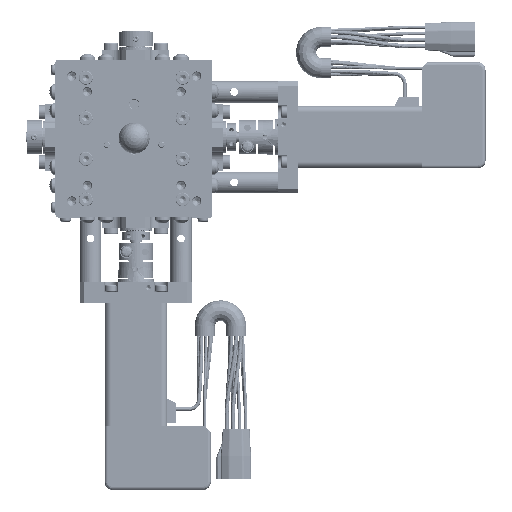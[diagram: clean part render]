
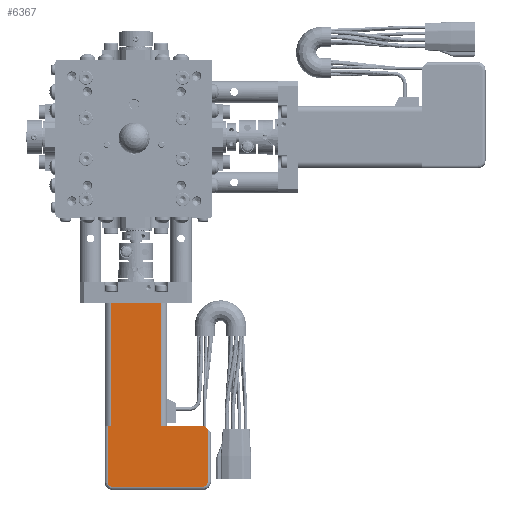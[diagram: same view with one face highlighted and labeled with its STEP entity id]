
A CAD part, top view. The second image highlights one B-rep face of the part: STEP entity #6367.
In plain terms, the highlighted planar face has unit normal (0, 0, 1).
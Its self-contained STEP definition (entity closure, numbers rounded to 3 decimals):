
#6367=ADVANCED_FACE('',(#63770),#63769,.F.);
#63769=PLANE('',#105134);
#63770=FACE_OUTER_BOUND('',#105135,.T.);
#105131=CARTESIAN_POINT('',(-11.7,-46.6,34.));
#105132=DIRECTION('',(0.,0.,-1.));
#105133=DIRECTION('',(1.,0.,0.));
#105134=AXIS2_PLACEMENT_3D('',#105131,#105132,#105133);
#105135=EDGE_LOOP('',(#133391,#133392,#133393,#133394,#133395,#133396,#133397,#133398,#133399,#133400,#133401));
#133391=ORIENTED_EDGE('',*,*,#147528,.T.);
#133392=ORIENTED_EDGE('',*,*,#147482,.T.);
#133393=ORIENTED_EDGE('',*,*,#147524,.F.);
#133394=ORIENTED_EDGE('',*,*,#147551,.T.);
#133395=ORIENTED_EDGE('',*,*,#147547,.T.);
#133396=ORIENTED_EDGE('',*,*,#147506,.T.);
#133397=ORIENTED_EDGE('',*,*,#147503,.T.);
#133398=ORIENTED_EDGE('',*,*,#147500,.T.);
#133399=ORIENTED_EDGE('',*,*,#147537,.T.);
#133400=ORIENTED_EDGE('',*,*,#147552,.F.);
#133401=ORIENTED_EDGE('',*,*,#147553,.T.);
#147482=EDGE_CURVE('',#238226,#238268,#238275,.T.);
#147500=EDGE_CURVE('',#238379,#238394,#238401,.T.);
#147503=EDGE_CURVE('',#238407,#238379,#238421,.T.);
#147506=EDGE_CURVE('',#238427,#238407,#238441,.T.);
#147524=EDGE_CURVE('',#238559,#238268,#238560,.T.);
#147528=EDGE_CURVE('',#238586,#238226,#238587,.T.);
#147537=EDGE_CURVE('',#238394,#238645,#238646,.T.);
#147547=EDGE_CURVE('',#238712,#238427,#238713,.T.);
#147551=EDGE_CURVE('',#238559,#238712,#238737,.T.);
#147552=EDGE_CURVE('',#238743,#238645,#238744,.T.);
#147553=EDGE_CURVE('',#238743,#238586,#238750,.T.);
#238226=VERTEX_POINT('',#298773);
#238268=VERTEX_POINT('',#298800);
#238275=LINE('',#298805,#298806);
#238379=VERTEX_POINT('',#298878);
#238394=VERTEX_POINT('',#298889);
#238401=CIRCLE('',#298897,1.5);
#238407=VERTEX_POINT('',#298898);
#238421=LINE('',#298907,#298908);
#238427=VERTEX_POINT('',#298910);
#238441=CIRCLE('',#298923,1.5);
#238559=VERTEX_POINT('',#298994);
#238560=LINE('',#298995,#298996);
#238586=VERTEX_POINT('',#299010);
#238587=LINE('',#299011,#299012);
#238645=VERTEX_POINT('',#299058);
#238646=LINE('',#299059,#299060);
#238712=VERTEX_POINT('',#299100);
#238713=LINE('',#299101,#299102);
#238737=LINE('',#299114,#299115);
#238743=VERTEX_POINT('',#299117);
#238744=LINE('',#299118,#299119);
#238750=LINE('',#299121,#299122);
#298773=CARTESIAN_POINT('',(8.5,-52.5,34.));
#298800=CARTESIAN_POINT('',(-7.5,-52.5,34.));
#298805=CARTESIAN_POINT('',(8.5,-52.5,34.));
#298806=VECTOR('',#298807,16.);
#298807=DIRECTION('',(-1.,0.,0.));
#298878=CARTESIAN_POINT('',(22.,-111.5,34.));
#298889=CARTESIAN_POINT('',(23.5,-110.,34.));
#298894=CARTESIAN_POINT('',(22.,-110.,34.));
#298895=DIRECTION('',(0.,0.,1.));
#298896=DIRECTION('',(0.,1.,0.));
#298897=AXIS2_PLACEMENT_3D('',#298894,#298895,#298896);
#298898=CARTESIAN_POINT('',(-7.,-111.5,34.));
#298907=CARTESIAN_POINT('',(-7.,-111.5,34.));
#298908=VECTOR('',#298909,29.);
#298909=DIRECTION('',(1.,0.,0.));
#298910=CARTESIAN_POINT('',(-8.5,-110.,34.));
#298920=CARTESIAN_POINT('',(-7.,-110.,34.));
#298921=DIRECTION('',(0.,0.,1.));
#298922=DIRECTION('',(1.,0.,0.));
#298923=AXIS2_PLACEMENT_3D('',#298920,#298921,#298922);
#298994=CARTESIAN_POINT('',(-7.5,-92.,34.));
#298995=CARTESIAN_POINT('',(-7.5,-92.,34.));
#298996=VECTOR('',#298997,39.5);
#298997=DIRECTION('',(0.,1.,0.));
#299010=CARTESIAN_POINT('',(8.5,-92.,34.));
#299011=CARTESIAN_POINT('',(8.5,-92.,34.));
#299012=VECTOR('',#299013,39.5);
#299013=DIRECTION('',(0.,1.,0.));
#299058=CARTESIAN_POINT('',(23.5,-92.947,34.));
#299059=CARTESIAN_POINT('',(23.5,-110.,34.));
#299060=VECTOR('',#299061,17.053);
#299061=DIRECTION('',(0.,1.,0.));
#299100=CARTESIAN_POINT('',(-8.5,-92.,34.));
#299101=CARTESIAN_POINT('',(-8.5,-92.,34.));
#299102=VECTOR('',#299103,18.);
#299103=DIRECTION('',(0.,-1.,0.));
#299114=CARTESIAN_POINT('',(-7.5,-92.,34.));
#299115=VECTOR('',#299116,1.);
#299116=DIRECTION('',(-1.,0.,0.));
#299117=CARTESIAN_POINT('',(22.6,-92.,34.));
#299118=CARTESIAN_POINT('',(22.6,-92.,34.));
#299119=VECTOR('',#299120,1.307);
#299120=DIRECTION('',(0.689,-0.725,0.));
#299121=CARTESIAN_POINT('',(22.6,-92.,34.));
#299122=VECTOR('',#299123,14.1);
#299123=DIRECTION('',(-1.,0.,0.));
